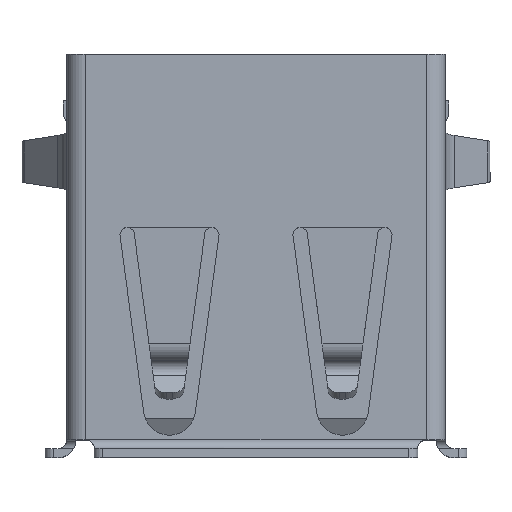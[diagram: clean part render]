
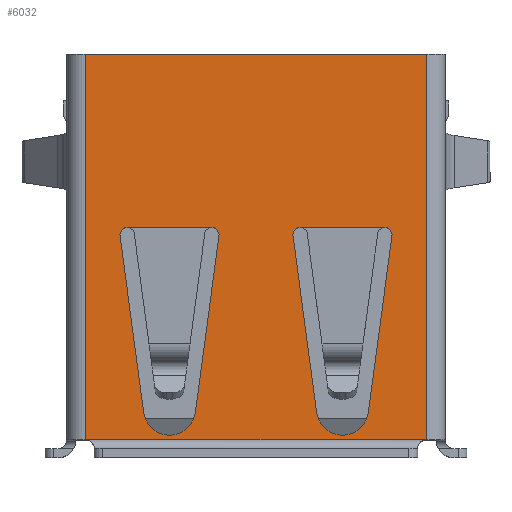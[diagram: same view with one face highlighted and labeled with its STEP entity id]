
A CAD part, top view. The second image highlights one B-rep face of the part: STEP entity #6032.
In plain terms, the highlighted planar face has unit normal (0, 0, 1).
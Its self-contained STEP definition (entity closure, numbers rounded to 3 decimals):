
#105=FACE_BOUND('',#630,.T.);
#106=FACE_BOUND('',#631,.T.);
#290=FACE_OUTER_BOUND('',#629,.T.);
#629=EDGE_LOOP('',(#4014,#4015,#4016,#4017,#4018,#4019));
#630=EDGE_LOOP('',(#4020,#4021,#4022,#4023,#4024,#4025));
#631=EDGE_LOOP('',(#4026,#4027,#4028,#4029,#4030,#4031));
#1000=LINE('',#8899,#1657);
#1001=LINE('',#9042,#1658);
#1002=LINE('',#9044,#1659);
#1003=LINE('',#9046,#1660);
#1004=LINE('',#9048,#1661);
#1005=LINE('',#9049,#1662);
#1006=LINE('',#9052,#1663);
#1007=LINE('',#9056,#1664);
#1008=LINE('',#9060,#1665);
#1009=LINE('',#9064,#1666);
#1010=LINE('',#9068,#1667);
#1011=LINE('',#9072,#1668);
#1657=VECTOR('',#7000,11.814);
#1658=VECTOR('',#7003,0.02);
#1659=VECTOR('',#7004,13.38);
#1660=VECTOR('',#7005,11.854);
#1661=VECTOR('',#7006,13.38);
#1662=VECTOR('',#7007,0.02);
#1663=VECTOR('',#7008,6.188);
#1664=VECTOR('',#7011,6.188);
#1665=VECTOR('',#7014,2.938);
#1666=VECTOR('',#7017,6.188);
#1667=VECTOR('',#7020,6.188);
#1668=VECTOR('',#7023,2.938);
#2307=CIRCLE('',#6400,0.904);
#2308=CIRCLE('',#6401,0.25);
#2309=CIRCLE('',#6402,0.25);
#2310=CIRCLE('',#6403,0.904);
#2311=CIRCLE('',#6404,0.25);
#2312=CIRCLE('',#6405,0.25);
#2465=VERTEX_POINT('',#8897);
#2466=VERTEX_POINT('',#8898);
#2467=VERTEX_POINT('',#9041);
#2468=VERTEX_POINT('',#9043);
#2469=VERTEX_POINT('',#9045);
#2470=VERTEX_POINT('',#9047);
#2471=VERTEX_POINT('',#9050);
#2472=VERTEX_POINT('',#9051);
#2473=VERTEX_POINT('',#9053);
#2474=VERTEX_POINT('',#9055);
#2475=VERTEX_POINT('',#9057);
#2476=VERTEX_POINT('',#9059);
#2477=VERTEX_POINT('',#9062);
#2478=VERTEX_POINT('',#9063);
#2479=VERTEX_POINT('',#9065);
#2480=VERTEX_POINT('',#9067);
#2481=VERTEX_POINT('',#9069);
#2482=VERTEX_POINT('',#9071);
#3070=EDGE_CURVE('',#2465,#2466,#1000,.T.);
#3073=EDGE_CURVE('',#2466,#2467,#1001,.T.);
#3074=EDGE_CURVE('',#2468,#2467,#1002,.T.);
#3075=EDGE_CURVE('',#2469,#2468,#1003,.T.);
#3076=EDGE_CURVE('',#2470,#2469,#1004,.T.);
#3077=EDGE_CURVE('',#2470,#2465,#1005,.T.);
#3078=EDGE_CURVE('',#2471,#2472,#1006,.T.);
#3079=EDGE_CURVE('',#2473,#2472,#2307,.T.);
#3080=EDGE_CURVE('',#2473,#2474,#1007,.T.);
#3081=EDGE_CURVE('',#2474,#2475,#2308,.T.);
#3082=EDGE_CURVE('',#2475,#2476,#1008,.T.);
#3083=EDGE_CURVE('',#2476,#2471,#2309,.T.);
#3084=EDGE_CURVE('',#2477,#2478,#1009,.T.);
#3085=EDGE_CURVE('',#2479,#2478,#2310,.T.);
#3086=EDGE_CURVE('',#2479,#2480,#1010,.T.);
#3087=EDGE_CURVE('',#2480,#2481,#2311,.T.);
#3088=EDGE_CURVE('',#2481,#2482,#1011,.T.);
#3089=EDGE_CURVE('',#2482,#2477,#2312,.T.);
#4014=ORIENTED_EDGE('',*,*,#3070,.T.);
#4015=ORIENTED_EDGE('',*,*,#3073,.T.);
#4016=ORIENTED_EDGE('',*,*,#3074,.F.);
#4017=ORIENTED_EDGE('',*,*,#3075,.F.);
#4018=ORIENTED_EDGE('',*,*,#3076,.F.);
#4019=ORIENTED_EDGE('',*,*,#3077,.T.);
#4020=ORIENTED_EDGE('',*,*,#3078,.T.);
#4021=ORIENTED_EDGE('',*,*,#3079,.F.);
#4022=ORIENTED_EDGE('',*,*,#3080,.T.);
#4023=ORIENTED_EDGE('',*,*,#3081,.T.);
#4024=ORIENTED_EDGE('',*,*,#3082,.T.);
#4025=ORIENTED_EDGE('',*,*,#3083,.T.);
#4026=ORIENTED_EDGE('',*,*,#3084,.T.);
#4027=ORIENTED_EDGE('',*,*,#3085,.F.);
#4028=ORIENTED_EDGE('',*,*,#3086,.T.);
#4029=ORIENTED_EDGE('',*,*,#3087,.T.);
#4030=ORIENTED_EDGE('',*,*,#3088,.T.);
#4031=ORIENTED_EDGE('',*,*,#3089,.T.);
#5813=PLANE('',#6399);
#6032=ADVANCED_FACE('',(#290,#105,#106),#5813,.T.);
#6399=AXIS2_PLACEMENT_3D('',#9040,#7001,#7002);
#6400=AXIS2_PLACEMENT_3D('',#9054,#7009,#7010);
#6401=AXIS2_PLACEMENT_3D('',#9058,#7012,#7013);
#6402=AXIS2_PLACEMENT_3D('',#9061,#7015,#7016);
#6403=AXIS2_PLACEMENT_3D('',#9066,#7018,#7019);
#6404=AXIS2_PLACEMENT_3D('',#9070,#7021,#7022);
#6405=AXIS2_PLACEMENT_3D('',#9073,#7024,#7025);
#7000=DIRECTION('',(1.,0.,0.));
#7001=DIRECTION('center_axis',(0.,0.,
1.));
#7002=DIRECTION('ref_axis',(0.,-1.,0.));
#7003=DIRECTION('',(1.,0.,0.));
#7004=DIRECTION('',(0.,-1.,0.));
#7005=DIRECTION('',(1.,0.,0.));
#7006=DIRECTION('',(0.,1.,0.));
#7007=DIRECTION('',(1.,0.,0.));
#7008=DIRECTION('',(-0.133,-0.991,0.));
#7009=DIRECTION('center_axis',(0.,0.,
1.));
#7010=DIRECTION('ref_axis',(-0.991,-0.133,0.));
#7011=DIRECTION('',(-0.133,0.991,0.));
#7012=DIRECTION('center_axis',(0.,0.,
-1.));
#7013=DIRECTION('ref_axis',(-0.991,-0.133,0.));
#7014=DIRECTION('',(1.,0.,0.));
#7015=DIRECTION('center_axis',(0.,0.,
-1.));
#7016=DIRECTION('ref_axis',(0.,1.,0.));
#7017=DIRECTION('',(-0.133,-0.991,0.));
#7018=DIRECTION('center_axis',(0.,0.,
1.));
#7019=DIRECTION('ref_axis',(-0.991,-0.133,0.));
#7020=DIRECTION('',(-0.133,0.991,0.));
#7021=DIRECTION('center_axis',(0.,0.,
-1.));
#7022=DIRECTION('ref_axis',(-0.991,-0.133,0.));
#7023=DIRECTION('',(1.,0.,0.));
#7024=DIRECTION('center_axis',(0.,0.,
-1.));
#7025=DIRECTION('ref_axis',(0.,1.,0.));
#8897=CARTESIAN_POINT('',(-5.907,0.62,7.021));
#8898=CARTESIAN_POINT('',(5.907,0.62,7.021));
#8899=CARTESIAN_POINT('',(-5.907,0.62,7.021));
#9040=CARTESIAN_POINT('Origin',(-6.565,14.,7.021));
#9041=CARTESIAN_POINT('',(5.927,0.62,7.021));
#9042=CARTESIAN_POINT('',(5.907,0.62,7.021));
#9043=CARTESIAN_POINT('',(5.927,14.,7.021));
#9044=CARTESIAN_POINT('',(5.927,14.,7.021));
#9045=CARTESIAN_POINT('',(-5.927,14.,7.021));
#9046=CARTESIAN_POINT('',(-5.927,14.,7.021));
#9047=CARTESIAN_POINT('',(-5.927,0.62,7.021));
#9048=CARTESIAN_POINT('',(-5.927,0.62,7.021));
#9049=CARTESIAN_POINT('',(-5.927,0.62,7.021));
#9050=CARTESIAN_POINT('',(-1.283,7.697,7.021));
#9051=CARTESIAN_POINT('',(-2.104,1.564,7.021));
#9052=CARTESIAN_POINT('',(-1.283,7.697,7.021));
#9053=CARTESIAN_POINT('',(-3.896,1.564,7.021));
#9054=CARTESIAN_POINT('Origin',(-3.,1.684,7.021));
#9055=CARTESIAN_POINT('',(-4.717,7.697,7.021));
#9056=CARTESIAN_POINT('',(-3.896,1.564,7.021));
#9057=CARTESIAN_POINT('',(-4.469,7.98,7.021));
#9058=CARTESIAN_POINT('Origin',(-4.469,7.73,7.021));
#9059=CARTESIAN_POINT('',(-1.531,7.98,7.021));
#9060=CARTESIAN_POINT('',(-4.469,7.98,7.021));
#9061=CARTESIAN_POINT('Origin',(-1.531,7.73,7.021));
#9062=CARTESIAN_POINT('',(4.717,7.697,7.021));
#9063=CARTESIAN_POINT('',(3.896,1.564,7.021));
#9064=CARTESIAN_POINT('',(4.717,7.697,7.021));
#9065=CARTESIAN_POINT('',(2.104,1.564,7.021));
#9066=CARTESIAN_POINT('Origin',(3.,1.684,7.021));
#9067=CARTESIAN_POINT('',(1.283,7.697,7.021));
#9068=CARTESIAN_POINT('',(2.104,1.564,7.021));
#9069=CARTESIAN_POINT('',(1.531,7.98,7.021));
#9070=CARTESIAN_POINT('Origin',(1.531,7.73,7.021));
#9071=CARTESIAN_POINT('',(4.469,7.98,7.021));
#9072=CARTESIAN_POINT('',(1.531,7.98,7.021));
#9073=CARTESIAN_POINT('Origin',(4.469,7.73,7.021));
